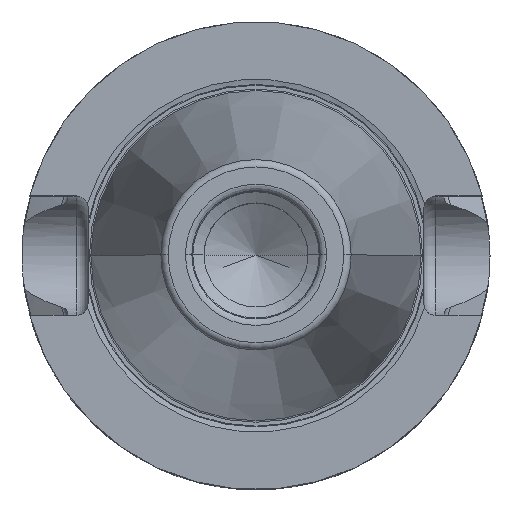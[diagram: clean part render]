
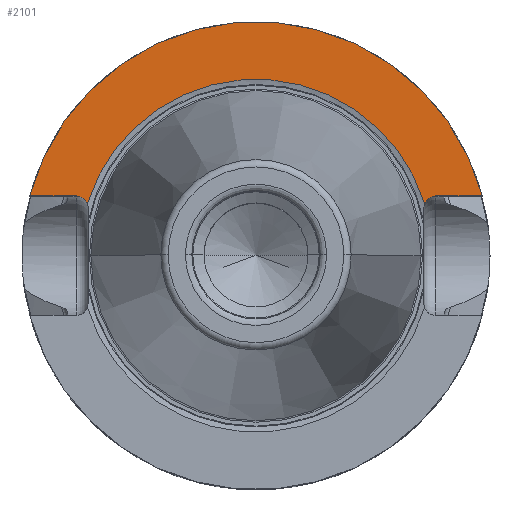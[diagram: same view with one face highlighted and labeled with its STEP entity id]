
A CAD part, top view. The second image highlights one B-rep face of the part: STEP entity #2101.
In plain terms, the highlighted planar face has unit normal (0, 0, 1).
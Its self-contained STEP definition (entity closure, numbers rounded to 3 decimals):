
#268=CARTESIAN_POINT('',(0.,0.,-2.));
#269=DIRECTION('',(0.,0.,1.));
#270=DIRECTION('',(0.967,0.256,0.));
#271=AXIS2_PLACEMENT_3D('',#268,#269,#270);
#386=DIRECTION('',(-1.,0.,0.));
#387=VECTOR('',#386,6.254);
#388=CARTESIAN_POINT('',(30.454,8.05,-2.));
#389=LINE('',#388,#387);
#393=CARTESIAN_POINT('',(0.,0.,-2.));
#394=DIRECTION('',(0.,0.,1.));
#395=DIRECTION('',(0.956,0.294,0.));
#396=AXIS2_PLACEMENT_3D('',#393,#394,#395);
#401=DIRECTION('',(1.,0.,0.));
#402=VECTOR('',#401,6.254);
#403=CARTESIAN_POINT('',(-30.454,8.05,-2.));
#404=LINE('',#403,#402);
#461=CARTESIAN_POINT('',(24.2,6.45,-2.));
#462=DIRECTION('',(0.,0.,-1.));
#463=DIRECTION('',(-0.941,0.337,0.));
#464=AXIS2_PLACEMENT_3D('',#461,#462,#463);
#1141=CARTESIAN_POINT('',(-24.2,6.45,-2.));
#1142=DIRECTION('',(0.,0.,-1.));
#1143=DIRECTION('',(0.,1.,0.));
#1144=AXIS2_PLACEMENT_3D('',#1141,#1142,#1143);
#1618=CARTESIAN_POINT('',(-24.2,8.05,-2.));
#1619=CARTESIAN_POINT('',(-22.694,6.989,-2.));
#1620=VERTEX_POINT('',#1618);
#1621=VERTEX_POINT('',#1619);
#1626=CARTESIAN_POINT('',(22.694,6.989,-2.));
#1627=CARTESIAN_POINT('',(24.2,8.05,-2.));
#1628=VERTEX_POINT('',#1626);
#1629=VERTEX_POINT('',#1627);
#1668=CARTESIAN_POINT('',(-30.454,8.05,-2.));
#1670=VERTEX_POINT('',#1668);
#1695=CARTESIAN_POINT('',(30.454,8.05,-2.));
#1697=VERTEX_POINT('',#1695);
#2083=CARTESIAN_POINT('',(0.,0.,-2.));
#2084=DIRECTION('',(0.,0.,-1.));
#2085=DIRECTION('',(-1.,0.,0.));
#2086=AXIS2_PLACEMENT_3D('',#2083,#2084,#2085);
#2087=PLANE('',#2086);
#2089=ORIENTED_EDGE('',*,*,#2088,.T.);
#2091=ORIENTED_EDGE('',*,*,#2090,.F.);
#2093=ORIENTED_EDGE('',*,*,#2092,.T.);
#2095=ORIENTED_EDGE('',*,*,#2094,.F.);
#2097=ORIENTED_EDGE('',*,*,#2096,.F.);
#2098=ORIENTED_EDGE('',*,*,#2021,.F.);
#2099=EDGE_LOOP('',(#2089,#2091,#2093,#2095,#2097,#2098));
#2100=FACE_OUTER_BOUND('',#2099,.F.);
#272=CIRCLE('',#271,31.5);
#397=CIRCLE('',#396,23.746);
#465=CIRCLE('',#464,1.6);
#1145=CIRCLE('',#1144,1.6);
#2021=EDGE_CURVE('',#1697,#1670,#272,.T.);
#2088=EDGE_CURVE('',#1697,#1629,#389,.T.);
#2090=EDGE_CURVE('',#1628,#1629,#465,.T.);
#2092=EDGE_CURVE('',#1628,#1621,#397,.T.);
#2094=EDGE_CURVE('',#1620,#1621,#1145,.T.);
#2096=EDGE_CURVE('',#1670,#1620,#404,.T.);
#2101=ADVANCED_FACE('',(#2100),#2087,.F.);
